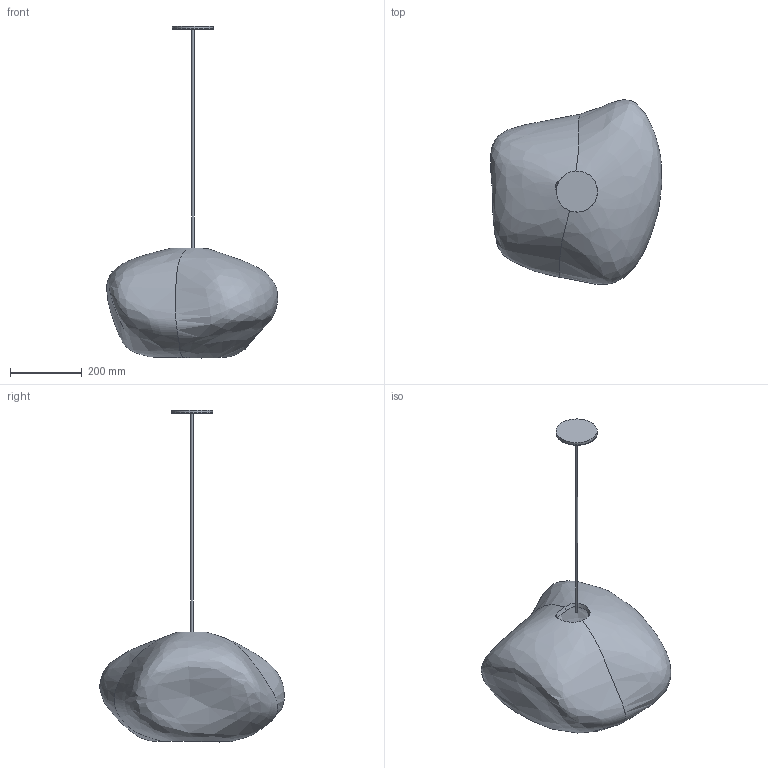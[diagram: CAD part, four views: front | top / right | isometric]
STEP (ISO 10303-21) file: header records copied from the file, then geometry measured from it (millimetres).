
FILE_DESCRIPTION(/* description */ (''),/* implementation_level */ '2;1');
FILE_NAME(/* name */ 'Madison_3D_mm',/* time_stamp */ '2025-06-18T13:18:13-07:00',/* author */ (''),/* organization */ (''),/* preprocessor_version */ 'ST-DEVELOPER v16.5',/* originating_system */ '',/* authorisation */ '');
FILE_SCHEMA (('AUTOMOTIVE_DESIGN'));
Length unit declared in the file: millimetre
Products named in the file (1): Document
Bounding box: 477.02 x 515.26 x 925.49 mm (x, y, z)
Volume: 6084133.9 mm3; surface area: 1132242.6 mm2
Topology: 3 solids, 3 shells, 15 faces, 24 edges, 13 vertices
Faces by surface type: bspline 11, plane 4
Entity records: 4833 total; most frequent: CARTESIAN_POINT 4611, ORIENTED_EDGE 48, EDGE_CURVE 24, B_SPLINE_CURVE_WITH_KNOTS 16, ADVANCED_FACE 15, FACE_OUTER_BOUND 15, EDGE_LOOP 15, VERTEX_POINT 13
